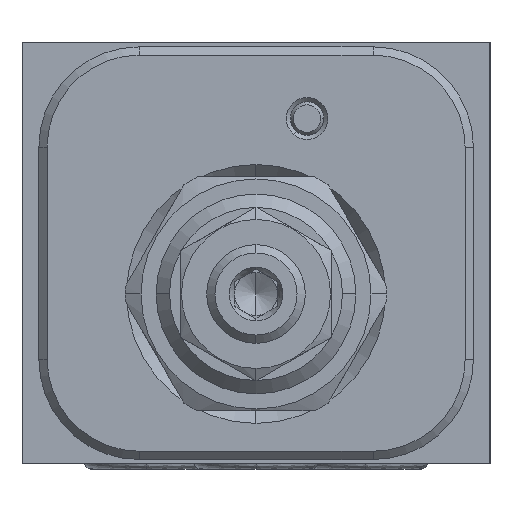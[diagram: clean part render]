
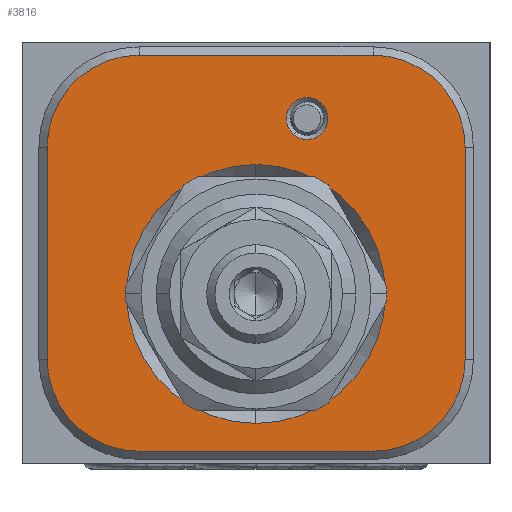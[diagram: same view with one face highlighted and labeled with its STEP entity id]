
A CAD part, left-side view. The second image highlights one B-rep face of the part: STEP entity #3816.
In plain terms, the highlighted planar face has unit normal (-1, 0, 0).
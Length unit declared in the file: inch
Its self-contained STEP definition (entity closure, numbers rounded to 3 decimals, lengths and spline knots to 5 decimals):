
#147=CARTESIAN_POINT('',(0.,-1.313,1.184));
#148=DIRECTION('',(1.,0.,0.));
#149=DIRECTION('',(0.,0.,1.));
#150=AXIS2_PLACEMENT_3D('',#147,#148,#149);
#161=CARTESIAN_POINT('',(0.,-0.875,0.635));
#162=DIRECTION('',(1.,0.,0.));
#163=DIRECTION('',(0.,0.,-1.));
#164=AXIS2_PLACEMENT_3D('',#161,#162,#163);
#166=CARTESIAN_POINT('',(0.,-0.875,0.635));
#167=DIRECTION('',(1.,0.,0.));
#168=DIRECTION('',(0.,0.,1.));
#169=AXIS2_PLACEMENT_3D('',#166,#167,#168);
#171=CARTESIAN_POINT('',(0.,-1.066,1.291));
#172=DIRECTION('',(1.,0.,0.));
#173=DIRECTION('',(0.,0.643,-0.766));
#174=AXIS2_PLACEMENT_3D('',#171,#172,#173);
#176=CARTESIAN_POINT('',(0.,-1.066,1.291));
#177=DIRECTION('',(1.,0.,0.));
#178=DIRECTION('',(0.,-0.643,0.766));
#179=AXIS2_PLACEMENT_3D('',#176,#177,#178);
#3057=DIRECTION('',(0.,0.,-1.));
#3058=VECTOR('',#3057,0.793);
#3059=CARTESIAN_POINT('',(0.,-1.657,1.184));
#3060=LINE('',#3059,#3058);
#3077=CARTESIAN_POINT('',(0.,-1.313,0.391));
#3078=DIRECTION('',(1.,0.,0.));
#3079=DIRECTION('',(0.,-1.,0.));
#3080=AXIS2_PLACEMENT_3D('',#3077,#3078,#3079);
#3095=DIRECTION('',(0.,1.,0.));
#3096=VECTOR('',#3095,0.875);
#3097=CARTESIAN_POINT('',(0.,-1.313,0.047));
#3098=LINE('',#3097,#3096);
#3111=CARTESIAN_POINT('',(0.,-0.438,0.391));
#3112=DIRECTION('',(1.,0.,0.));
#3113=DIRECTION('',(0.,0.,-1.));
#3114=AXIS2_PLACEMENT_3D('',#3111,#3112,#3113);
#3125=DIRECTION('',(0.,0.,1.));
#3126=VECTOR('',#3125,0.793);
#3127=CARTESIAN_POINT('',(0.,-0.094,0.391));
#3128=LINE('',#3127,#3126);
#3145=CARTESIAN_POINT('',(0.,-0.438,1.184));
#3146=DIRECTION('',(1.,0.,0.));
#3147=DIRECTION('',(0.,1.,0.));
#3148=AXIS2_PLACEMENT_3D('',#3145,#3146,#3147);
#3159=DIRECTION('',(0.,-1.,0.));
#3160=VECTOR('',#3159,0.875);
#3161=CARTESIAN_POINT('',(0.,-0.438,1.528));
#3162=LINE('',#3161,#3160);
#3414=CARTESIAN_POINT('',(0.,-0.875,0.151));
#3415=CARTESIAN_POINT('',(0.,-0.875,1.119));
#3416=VERTEX_POINT('',#3414);
#3417=VERTEX_POINT('',#3415);
#3442=CARTESIAN_POINT('',(0.,-1.01586,1.23125));
#3443=CARTESIAN_POINT('',(0.,-1.11614,1.35075));
#3444=VERTEX_POINT('',#3442);
#3445=VERTEX_POINT('',#3443);
#3482=CARTESIAN_POINT('',(0.,-1.313,0.047));
#3483=CARTESIAN_POINT('',(0.,-0.438,0.047));
#3484=VERTEX_POINT('',#3482);
#3485=VERTEX_POINT('',#3483);
#3490=CARTESIAN_POINT('',(0.,-0.094,0.391));
#3491=VERTEX_POINT('',#3490);
#3494=CARTESIAN_POINT('',(0.,-0.094,1.184));
#3495=VERTEX_POINT('',#3494);
#3498=CARTESIAN_POINT('',(0.,-0.438,1.528));
#3499=VERTEX_POINT('',#3498);
#3502=CARTESIAN_POINT('',(0.,-1.313,1.528));
#3503=VERTEX_POINT('',#3502);
#3506=CARTESIAN_POINT('',(0.,-1.657,1.184));
#3507=VERTEX_POINT('',#3506);
#3510=CARTESIAN_POINT('',(0.,-1.657,0.391));
#3511=VERTEX_POINT('',#3510);
#3782=CARTESIAN_POINT('',(0.,0.,0.));
#3783=DIRECTION('',(-1.,0.,0.));
#3784=DIRECTION('',(0.,-1.,0.));
#3785=AXIS2_PLACEMENT_3D('',#3782,#3783,#3784);
#3786=PLANE('',#3785);
#3787=ORIENTED_EDGE('',*,*,#3772,.T.);
#3789=ORIENTED_EDGE('',*,*,#3788,.T.);
#3791=ORIENTED_EDGE('',*,*,#3790,.T.);
#3793=ORIENTED_EDGE('',*,*,#3792,.T.);
#3795=ORIENTED_EDGE('',*,*,#3794,.T.);
#3797=ORIENTED_EDGE('',*,*,#3796,.T.);
#3799=ORIENTED_EDGE('',*,*,#3798,.T.);
#3801=ORIENTED_EDGE('',*,*,#3800,.T.);
#3802=EDGE_LOOP('',(#3787,#3789,#3791,#3793,#3795,#3797,#3799,#3801));
#3803=FACE_OUTER_BOUND('',#3802,.F.);
#3805=ORIENTED_EDGE('',*,*,#3804,.F.);
#3807=ORIENTED_EDGE('',*,*,#3806,.F.);
#3808=EDGE_LOOP('',(#3805,#3807));
#3809=FACE_BOUND('',#3808,.F.);
#3811=ORIENTED_EDGE('',*,*,#3810,.F.);
#3813=ORIENTED_EDGE('',*,*,#3812,.F.);
#3814=EDGE_LOOP('',(#3811,#3813));
#3815=FACE_BOUND('',#3814,.F.);
#3816=ADVANCED_FACE('',(#3803,#3809,#3815),#3786,.T.);
#151=CIRCLE('',#150,0.344);
#165=CIRCLE('',#164,0.484);
#170=CIRCLE('',#169,0.484);
#175=CIRCLE('',#174,0.078);
#180=CIRCLE('',#179,0.078);
#3081=CIRCLE('',#3080,0.344);
#3115=CIRCLE('',#3114,0.344);
#3149=CIRCLE('',#3148,0.344);
#3772=EDGE_CURVE('',#3503,#3507,#151,.T.);
#3788=EDGE_CURVE('',#3507,#3511,#3060,.T.);
#3790=EDGE_CURVE('',#3511,#3484,#3081,.T.);
#3792=EDGE_CURVE('',#3484,#3485,#3098,.T.);
#3794=EDGE_CURVE('',#3485,#3491,#3115,.T.);
#3796=EDGE_CURVE('',#3491,#3495,#3128,.T.);
#3798=EDGE_CURVE('',#3495,#3499,#3149,.T.);
#3800=EDGE_CURVE('',#3499,#3503,#3162,.T.);
#3804=EDGE_CURVE('',#3444,#3445,#175,.T.);
#3806=EDGE_CURVE('',#3445,#3444,#180,.T.);
#3810=EDGE_CURVE('',#3416,#3417,#165,.T.);
#3812=EDGE_CURVE('',#3417,#3416,#170,.T.);
